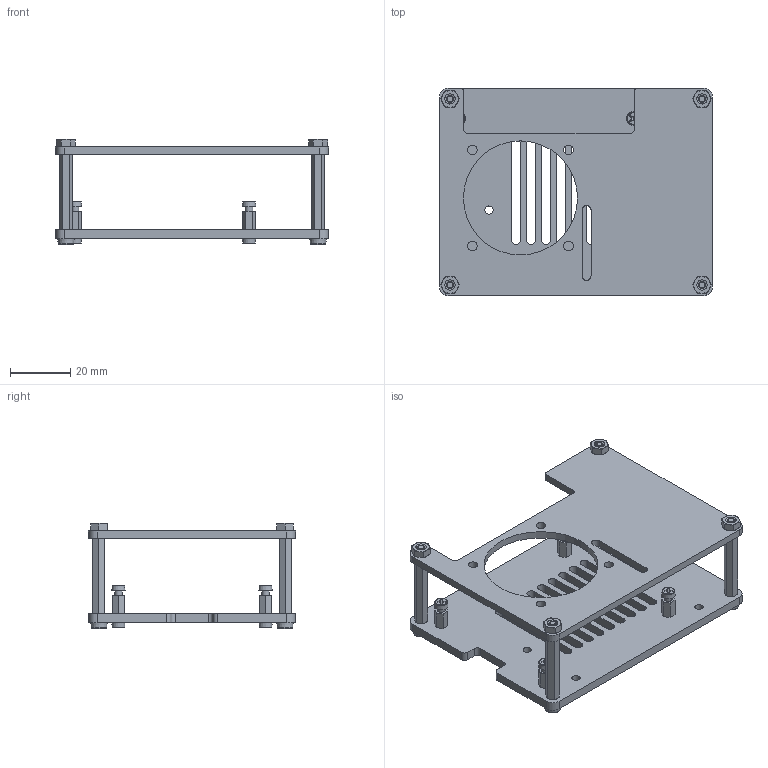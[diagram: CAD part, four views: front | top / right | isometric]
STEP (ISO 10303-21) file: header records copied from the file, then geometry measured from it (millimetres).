
FILE_DESCRIPTION(('FreeCAD Model'),'2;1');
FILE_NAME('Open CASCADE Shape Model','2021-08-05T15:50:15',('Author'),( ''),'Open CASCADE STEP processor 7.5','FreeCAD','Unknown');
FILE_SCHEMA(('AUTOMOTIVE_DESIGN { 1 0 10303 214 1 1 1 1 }'));
Length unit declared in the file: millimetre
Products named in the file (24): MyRaspi4_Case; Bottom; TOP; Stud-25mm; Stud-6mm; Stud-6mm001; Stud-6mm002; Stud-6mm003; Stud-25mm001; Stud-25mm002; Stud-25mm003; M3x5-Screw; M2.5x3-Screw; M3-Nut
Assembly tree (26 placements, depth 2):
  MyRaspi4_Case
    Bottom
    TOP
    Stud-25mm
    Stud-6mm
    Stud-6mm001
    Stud-6mm002
    Stud-6mm003
    Stud-25mm001
    Stud-25mm002
    Stud-25mm003
    M3x5-Screw
    M3x5-Screw
    M3x5-Screw
    M3x5-Screw
    M2.5x3-Screw
    M2.5x3-Screw
    M2.5x3-Screw
    M2.5x3-Screw
    M2.5x3-Screw
    M2.5x3-Screw
    M2.5x3-Screw
    M2.5x3-Screw
    M3-Nut  x4
Bounding box: 91 x 69 x 35 mm (x, y, z)
Volume: 28395.6 mm3; surface area: 27346.3 mm2
Topology: 26 solids, 26 shells, 705 faces, 1723 edges, 1086 vertices
Faces by surface type: plane 368, cone 224, cylinder 89, revolution 24
Full cylindrical faces by diameter (mm): 2.1 x12, 2.459 x4, 2.5 x12, 2.75 x8, 3 x4, 3.2 x12, 38 x1
Entity records: 42133 total; most frequent: CARTESIAN_POINT 11921, DIRECTION 5464, ORIENTED_EDGE 3080, PCURVE 3080, DEFINITIONAL_REPRESENTATION 3080, LINE 2202, VECTOR 2202, EDGE_CURVE 1540
